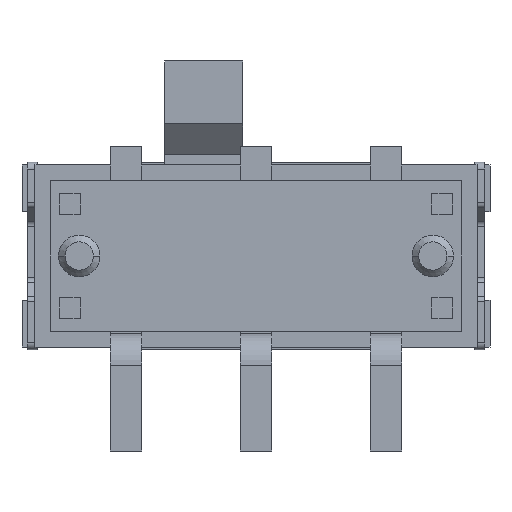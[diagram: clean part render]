
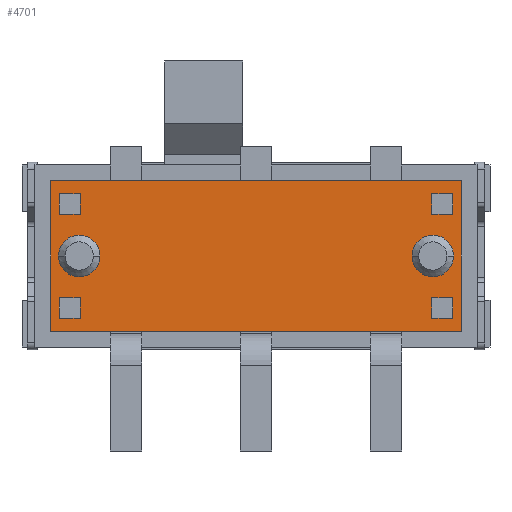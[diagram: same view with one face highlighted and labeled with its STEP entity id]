
A CAD part, front view. The second image highlights one B-rep face of the part: STEP entity #4701.
In plain terms, the highlighted planar face has unit normal (0, -1, 0).
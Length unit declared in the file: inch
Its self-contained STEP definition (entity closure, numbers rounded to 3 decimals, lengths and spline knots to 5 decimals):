
#34=DIRECTION('',(0.,0.,-1.));
#35=VECTOR('',#34,0.11417);
#36=CARTESIAN_POINT('',(0.15551,0.,0.05709));
#37=LINE('',#36,#35);
#38=DIRECTION('',(-1.,0.,0.));
#39=VECTOR('',#38,0.31102);
#40=CARTESIAN_POINT('',(0.15551,0.,-0.05709));
#41=LINE('',#40,#39);
#42=DIRECTION('',(0.,0.,1.));
#43=VECTOR('',#42,0.11417);
#44=CARTESIAN_POINT('',(-0.15551,0.,-0.05709));
#45=LINE('',#44,#43);
#46=DIRECTION('',(1.,0.,0.));
#47=VECTOR('',#46,0.31102);
#48=CARTESIAN_POINT('',(-0.15551,0.,0.05709));
#49=LINE('',#48,#47);
#50=CARTESIAN_POINT('',(0.13386,0.,0.));
#51=DIRECTION('',(0.,-1.,0.));
#52=DIRECTION('',(1.,0.,0.));
#53=AXIS2_PLACEMENT_3D('',#50,#51,#52);
#55=CARTESIAN_POINT('',(0.13386,0.,0.));
#56=DIRECTION('',(0.,-1.,0.));
#57=DIRECTION('',(-1.,0.,0.));
#58=AXIS2_PLACEMENT_3D('',#55,#56,#57);
#60=CARTESIAN_POINT('',(-0.13386,0.,0.));
#61=DIRECTION('',(0.,-1.,0.));
#62=DIRECTION('',(1.,0.,0.));
#63=AXIS2_PLACEMENT_3D('',#60,#61,#62);
#65=CARTESIAN_POINT('',(-0.13386,0.,0.));
#66=DIRECTION('',(0.,-1.,0.));
#67=DIRECTION('',(-1.,0.,0.));
#68=AXIS2_PLACEMENT_3D('',#65,#66,#67);
#70=DIRECTION('',(-1.,0.,0.));
#71=VECTOR('',#70,0.01575);
#72=CARTESIAN_POINT('',(-0.13307,0.,-0.0315));
#73=LINE('',#72,#71);
#74=DIRECTION('',(0.,0.,-1.));
#75=VECTOR('',#74,0.01575);
#76=CARTESIAN_POINT('',(-0.14882,0.,-0.0315));
#77=LINE('',#76,#75);
#78=DIRECTION('',(1.,0.,0.));
#79=VECTOR('',#78,0.01575);
#80=CARTESIAN_POINT('',(-0.14882,0.,-0.04724));
#81=LINE('',#80,#79);
#82=DIRECTION('',(0.,0.,1.));
#83=VECTOR('',#82,0.01575);
#84=CARTESIAN_POINT('',(-0.13307,0.,-0.04724));
#85=LINE('',#84,#83);
#86=DIRECTION('',(0.,0.,-1.));
#87=VECTOR('',#86,0.01575);
#88=CARTESIAN_POINT('',(0.13307,0.,-0.0315));
#89=LINE('',#88,#87);
#90=DIRECTION('',(1.,0.,0.));
#91=VECTOR('',#90,0.01575);
#92=CARTESIAN_POINT('',(0.13307,0.,-0.04724));
#93=LINE('',#92,#91);
#94=DIRECTION('',(0.,0.,1.));
#95=VECTOR('',#94,0.01575);
#96=CARTESIAN_POINT('',(0.14882,0.,-0.04724));
#97=LINE('',#96,#95);
#98=DIRECTION('',(-1.,0.,0.));
#99=VECTOR('',#98,0.01575);
#100=CARTESIAN_POINT('',(0.14882,0.,-0.0315));
#101=LINE('',#100,#99);
#102=DIRECTION('',(0.,0.,1.));
#103=VECTOR('',#102,0.01575);
#104=CARTESIAN_POINT('',(-0.13307,0.,0.0315));
#105=LINE('',#104,#103);
#106=DIRECTION('',(-1.,0.,0.));
#107=VECTOR('',#106,0.01575);
#108=CARTESIAN_POINT('',(-0.13307,0.,0.04724));
#109=LINE('',#108,#107);
#110=DIRECTION('',(0.,0.,-1.));
#111=VECTOR('',#110,0.01575);
#112=CARTESIAN_POINT('',(-0.14882,0.,0.04724));
#113=LINE('',#112,#111);
#114=DIRECTION('',(1.,0.,0.));
#115=VECTOR('',#114,0.01575);
#116=CARTESIAN_POINT('',(-0.14882,0.,0.0315));
#117=LINE('',#116,#115);
#118=DIRECTION('',(1.,0.,0.));
#119=VECTOR('',#118,0.01575);
#120=CARTESIAN_POINT('',(0.13307,0.,0.0315));
#121=LINE('',#120,#119);
#122=DIRECTION('',(0.,0.,1.));
#123=VECTOR('',#122,0.01575);
#124=CARTESIAN_POINT('',(0.14882,0.,0.0315));
#125=LINE('',#124,#123);
#126=DIRECTION('',(-1.,0.,0.));
#127=VECTOR('',#126,0.01575);
#128=CARTESIAN_POINT('',(0.14882,0.,0.04724));
#129=LINE('',#128,#127);
#130=DIRECTION('',(0.,0.,-1.));
#131=VECTOR('',#130,0.01575);
#132=CARTESIAN_POINT('',(0.13307,0.,0.04724));
#133=LINE('',#132,#131);
#3670=CARTESIAN_POINT('',(0.15551,0.,0.05709));
#3671=CARTESIAN_POINT('',(0.15551,0.,-0.05709));
#3672=VERTEX_POINT('',#3670);
#3673=VERTEX_POINT('',#3671);
#3674=CARTESIAN_POINT('',(-0.15551,0.,-0.05709));
#3675=VERTEX_POINT('',#3674);
#3676=CARTESIAN_POINT('',(-0.15551,0.,0.05709));
#3677=VERTEX_POINT('',#3676);
#3716=CARTESIAN_POINT('',(0.14961,0.,0.));
#3717=CARTESIAN_POINT('',(0.11811,0.,0.));
#3718=VERTEX_POINT('',#3716);
#3719=VERTEX_POINT('',#3717);
#3720=CARTESIAN_POINT('',(-0.11811,0.,0.));
#3721=CARTESIAN_POINT('',(-0.14961,0.,0.));
#3722=VERTEX_POINT('',#3720);
#3723=VERTEX_POINT('',#3721);
#3780=CARTESIAN_POINT('',(-0.13307,0.,-0.0315));
#3781=CARTESIAN_POINT('',(-0.14882,0.,-0.0315));
#3782=VERTEX_POINT('',#3780);
#3783=VERTEX_POINT('',#3781);
#3784=CARTESIAN_POINT('',(-0.14882,0.,-0.04724));
#3785=VERTEX_POINT('',#3784);
#3786=CARTESIAN_POINT('',(-0.13307,0.,-0.04724));
#3787=VERTEX_POINT('',#3786);
#3788=CARTESIAN_POINT('',(0.13307,0.,-0.0315));
#3789=CARTESIAN_POINT('',(0.13307,0.,-0.04724));
#3790=VERTEX_POINT('',#3788);
#3791=VERTEX_POINT('',#3789);
#3792=CARTESIAN_POINT('',(0.14882,0.,-0.04724));
#3793=VERTEX_POINT('',#3792);
#3794=CARTESIAN_POINT('',(0.14882,0.,-0.0315));
#3795=VERTEX_POINT('',#3794);
#3796=CARTESIAN_POINT('',(-0.13307,0.,0.0315));
#3797=CARTESIAN_POINT('',(-0.13307,0.,0.04724));
#3798=VERTEX_POINT('',#3796);
#3799=VERTEX_POINT('',#3797);
#3800=CARTESIAN_POINT('',(-0.14882,0.,0.04724));
#3801=VERTEX_POINT('',#3800);
#3802=CARTESIAN_POINT('',(-0.14882,0.,0.0315));
#3803=VERTEX_POINT('',#3802);
#3804=CARTESIAN_POINT('',(0.13307,0.,0.0315));
#3805=CARTESIAN_POINT('',(0.14882,0.,0.0315));
#3806=VERTEX_POINT('',#3804);
#3807=VERTEX_POINT('',#3805);
#3808=CARTESIAN_POINT('',(0.14882,0.,0.04724));
#3809=VERTEX_POINT('',#3808);
#3810=CARTESIAN_POINT('',(0.13307,0.,0.04724));
#3811=VERTEX_POINT('',#3810);
#4634=CARTESIAN_POINT('',(0.,0.,0.));
#4635=DIRECTION('',(0.,1.,0.));
#4636=DIRECTION('',(1.,0.,0.));
#4637=AXIS2_PLACEMENT_3D('',#4634,#4635,#4636);
#4638=PLANE('',#4637);
#4640=ORIENTED_EDGE('',*,*,#4639,.T.);
#4642=ORIENTED_EDGE('',*,*,#4641,.T.);
#4644=ORIENTED_EDGE('',*,*,#4643,.T.);
#4646=ORIENTED_EDGE('',*,*,#4645,.T.);
#4647=EDGE_LOOP('',(#4640,#4642,#4644,#4646));
#4648=FACE_OUTER_BOUND('',#4647,.F.);
#4650=ORIENTED_EDGE('',*,*,#4649,.T.);
#4652=ORIENTED_EDGE('',*,*,#4651,.T.);
#4653=EDGE_LOOP('',(#4650,#4652));
#4654=FACE_BOUND('',#4653,.F.);
#4656=ORIENTED_EDGE('',*,*,#4655,.T.);
#4658=ORIENTED_EDGE('',*,*,#4657,.T.);
#4659=EDGE_LOOP('',(#4656,#4658));
#4660=FACE_BOUND('',#4659,.F.);
#4662=ORIENTED_EDGE('',*,*,#4661,.T.);
#4664=ORIENTED_EDGE('',*,*,#4663,.T.);
#4666=ORIENTED_EDGE('',*,*,#4665,.T.);
#4668=ORIENTED_EDGE('',*,*,#4667,.T.);
#4669=EDGE_LOOP('',(#4662,#4664,#4666,#4668));
#4670=FACE_BOUND('',#4669,.F.);
#4672=ORIENTED_EDGE('',*,*,#4671,.T.);
#4674=ORIENTED_EDGE('',*,*,#4673,.T.);
#4676=ORIENTED_EDGE('',*,*,#4675,.T.);
#4678=ORIENTED_EDGE('',*,*,#4677,.T.);
#4679=EDGE_LOOP('',(#4672,#4674,#4676,#4678));
#4680=FACE_BOUND('',#4679,.F.);
#4682=ORIENTED_EDGE('',*,*,#4681,.T.);
#4684=ORIENTED_EDGE('',*,*,#4683,.T.);
#4686=ORIENTED_EDGE('',*,*,#4685,.T.);
#4688=ORIENTED_EDGE('',*,*,#4687,.T.);
#4689=EDGE_LOOP('',(#4682,#4684,#4686,#4688));
#4690=FACE_BOUND('',#4689,.F.);
#4692=ORIENTED_EDGE('',*,*,#4691,.T.);
#4694=ORIENTED_EDGE('',*,*,#4693,.T.);
#4696=ORIENTED_EDGE('',*,*,#4695,.T.);
#4698=ORIENTED_EDGE('',*,*,#4697,.T.);
#4699=EDGE_LOOP('',(#4692,#4694,#4696,#4698));
#4700=FACE_BOUND('',#4699,.F.);
#4701=ADVANCED_FACE('',(#4648,#4654,#4660,#4670,#4680,#4690,#4700),#4638,.F.);
#54=CIRCLE('',#53,0.01575);
#59=CIRCLE('',#58,0.01575);
#64=CIRCLE('',#63,0.01575);
#69=CIRCLE('',#68,0.01575);
#4639=EDGE_CURVE('',#3672,#3673,#37,.T.);
#4641=EDGE_CURVE('',#3673,#3675,#41,.T.);
#4643=EDGE_CURVE('',#3675,#3677,#45,.T.);
#4645=EDGE_CURVE('',#3677,#3672,#49,.T.);
#4649=EDGE_CURVE('',#3718,#3719,#54,.T.);
#4651=EDGE_CURVE('',#3719,#3718,#59,.T.);
#4655=EDGE_CURVE('',#3722,#3723,#64,.T.);
#4657=EDGE_CURVE('',#3723,#3722,#69,.T.);
#4661=EDGE_CURVE('',#3782,#3783,#73,.T.);
#4663=EDGE_CURVE('',#3783,#3785,#77,.T.);
#4665=EDGE_CURVE('',#3785,#3787,#81,.T.);
#4667=EDGE_CURVE('',#3787,#3782,#85,.T.);
#4671=EDGE_CURVE('',#3790,#3791,#89,.T.);
#4673=EDGE_CURVE('',#3791,#3793,#93,.T.);
#4675=EDGE_CURVE('',#3793,#3795,#97,.T.);
#4677=EDGE_CURVE('',#3795,#3790,#101,.T.);
#4681=EDGE_CURVE('',#3798,#3799,#105,.T.);
#4683=EDGE_CURVE('',#3799,#3801,#109,.T.);
#4685=EDGE_CURVE('',#3801,#3803,#113,.T.);
#4687=EDGE_CURVE('',#3803,#3798,#117,.T.);
#4691=EDGE_CURVE('',#3806,#3807,#121,.T.);
#4693=EDGE_CURVE('',#3807,#3809,#125,.T.);
#4695=EDGE_CURVE('',#3809,#3811,#129,.T.);
#4697=EDGE_CURVE('',#3811,#3806,#133,.T.);
